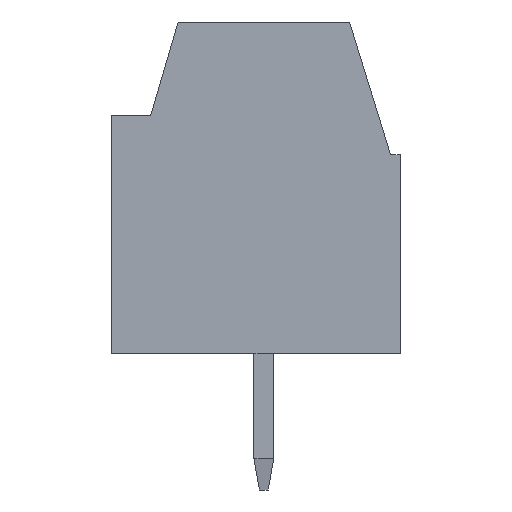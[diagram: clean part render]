
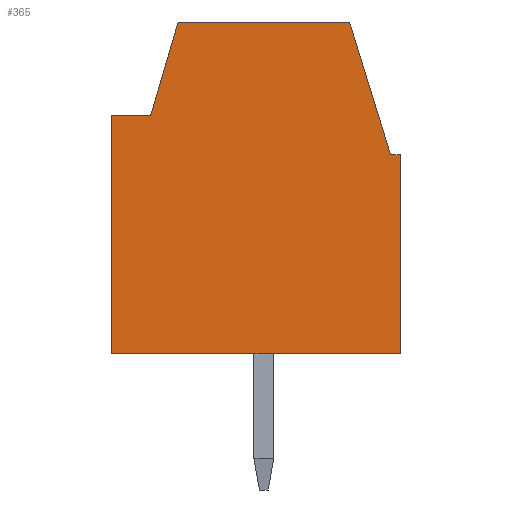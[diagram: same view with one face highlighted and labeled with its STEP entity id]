
A CAD part, front view. The second image highlights one B-rep face of the part: STEP entity #365.
In plain terms, the highlighted planar face has unit normal (0, -1, 0).
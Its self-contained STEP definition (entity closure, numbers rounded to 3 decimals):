
#2 = VECTOR ( 'NONE', #3397, 1000. ) ;
#61 = CARTESIAN_POINT ( 'NONE',  ( -2.9, -3.5, 6.1 ) ) ;
#64 = EDGE_CURVE ( 'NONE', #1411, #2265, #1057, .T. ) ;
#127 = ORIENTED_EDGE ( 'NONE', *, *, #2798, .T. ) ;
#142 = ORIENTED_EDGE ( 'NONE', *, *, #516, .T. ) ;
#176 = AXIS2_PLACEMENT_3D ( 'NONE', #2033, #956, #990 ) ;
#365 = ADVANCED_FACE ( 'NONE', ( #419 ), #1180, .T. ) ;
#372 = LINE ( 'NONE', #1225, #1970 ) ;
#419 = FACE_OUTER_BOUND ( 'NONE', #484, .T. ) ;
#484 = EDGE_LOOP ( 'NONE', ( #142, #3331, #1515, #1236, #2814, #2032, #127, #2109 ) ) ;
#516 = EDGE_CURVE ( 'NONE', #915, #3292, #1278, .T. ) ;
#624 = CARTESIAN_POINT ( 'NONE',  ( -3.9, -3.5, 0. ) ) ;
#672 = VECTOR ( 'NONE', #1880, 1000. ) ;
#675 = LINE ( 'NONE', #2004, #2959 ) ;
#711 = DIRECTION ( 'NONE',  ( -1., 0., 0. ) ) ;
#717 = VERTEX_POINT ( 'NONE', #1398 ) ;
#719 = VECTOR ( 'NONE', #1345, 1000. ) ;
#749 = CARTESIAN_POINT ( 'NONE',  ( 2.2, -3.5, 8.5 ) ) ;
#760 = CARTESIAN_POINT ( 'NONE',  ( -2.2, -3.5, 8.5 ) ) ;
#891 = DIRECTION ( 'NONE',  ( 0., 0., 1. ) ) ;
#910 = CARTESIAN_POINT ( 'NONE',  ( -2.2, -3.5, 8.5 ) ) ;
#915 = VERTEX_POINT ( 'NONE', #1779 ) ;
#956 = DIRECTION ( 'NONE',  ( 0., -1., 0. ) ) ;
#990 = DIRECTION ( 'NONE',  ( 0., 0., -1. ) ) ;
#1057 = LINE ( 'NONE', #3446, #719 ) ;
#1077 = EDGE_CURVE ( 'NONE', #1306, #1914, #1806, .T. ) ;
#1180 = PLANE ( 'NONE',  #176 ) ;
#1225 = CARTESIAN_POINT ( 'NONE',  ( -2.9, -3.5, 6.1 ) ) ;
#1236 = ORIENTED_EDGE ( 'NONE', *, *, #64, .T. ) ;
#1242 = CARTESIAN_POINT ( 'NONE',  ( -3.9, -3.5, 0. ) ) ;
#1252 = VERTEX_POINT ( 'NONE', #2983 ) ;
#1278 = LINE ( 'NONE', #624, #2792 ) ;
#1306 = VERTEX_POINT ( 'NONE', #910 ) ;
#1345 = DIRECTION ( 'NONE',  ( -0.295, 0., 0.955 ) ) ;
#1398 = CARTESIAN_POINT ( 'NONE',  ( -3.9, -3.5, 6.1 ) ) ;
#1411 = VERTEX_POINT ( 'NONE', #3060 ) ;
#1457 = DIRECTION ( 'NONE',  ( 1., 0., 0. ) ) ;
#1515 = ORIENTED_EDGE ( 'NONE', *, *, #2652, .T. ) ;
#1559 = CARTESIAN_POINT ( 'NONE',  ( -2.2, -3.5, 8.5 ) ) ;
#1779 = CARTESIAN_POINT ( 'NONE',  ( -3.9, -3.5, 0. ) ) ;
#1789 = LINE ( 'NONE', #1242, #2 ) ;
#1806 = LINE ( 'NONE', #1559, #2977 ) ;
#1879 = VECTOR ( 'NONE', #891, 1000. ) ;
#1880 = DIRECTION ( 'NONE',  ( -1., 0., 0. ) ) ;
#1914 = VERTEX_POINT ( 'NONE', #61 ) ;
#1970 = VECTOR ( 'NONE', #711, 1000. ) ;
#2004 = CARTESIAN_POINT ( 'NONE',  ( 3.5, -3.5, 5.1 ) ) ;
#2032 = ORIENTED_EDGE ( 'NONE', *, *, #1077, .T. ) ;
#2033 = CARTESIAN_POINT ( 'NONE',  ( 0., -3.5, 0. ) ) ;
#2040 = DIRECTION ( 'NONE',  ( -1., 0., 0. ) ) ;
#2109 = ORIENTED_EDGE ( 'NONE', *, *, #2757, .T. ) ;
#2265 = VERTEX_POINT ( 'NONE', #749 ) ;
#2526 = CARTESIAN_POINT ( 'NONE',  ( 3.5, -3.5, 0. ) ) ;
#2579 = LINE ( 'NONE', #2526, #1879 ) ;
#2652 = EDGE_CURVE ( 'NONE', #1252, #1411, #675, .T. ) ;
#2693 = EDGE_CURVE ( 'NONE', #3292, #1252, #2579, .T. ) ;
#2757 = EDGE_CURVE ( 'NONE', #717, #915, #1789, .T. ) ;
#2792 = VECTOR ( 'NONE', #1457, 1000. ) ;
#2798 = EDGE_CURVE ( 'NONE', #1914, #717, #372, .T. ) ;
#2814 = ORIENTED_EDGE ( 'NONE', *, *, #2906, .T. ) ;
#2906 = EDGE_CURVE ( 'NONE', #2265, #1306, #2914, .T. ) ;
#2914 = LINE ( 'NONE', #760, #672 ) ;
#2959 = VECTOR ( 'NONE', #2040, 1000. ) ;
#2977 = VECTOR ( 'NONE', #3406, 1000. ) ;
#2983 = CARTESIAN_POINT ( 'NONE',  ( 3.5, -3.5, 5.1 ) ) ;
#3060 = CARTESIAN_POINT ( 'NONE',  ( 3.25, -3.5, 5.1 ) ) ;
#3292 = VERTEX_POINT ( 'NONE', #3337 ) ;
#3331 = ORIENTED_EDGE ( 'NONE', *, *, #2693, .T. ) ;
#3337 = CARTESIAN_POINT ( 'NONE',  ( 3.5, -3.5, 0. ) ) ;
#3397 = DIRECTION ( 'NONE',  ( 0., 0., -1. ) ) ;
#3406 = DIRECTION ( 'NONE',  ( -0.28, 0., -0.96 ) ) ;
#3446 = CARTESIAN_POINT ( 'NONE',  ( 2.2, -3.5, 8.5 ) ) ;
